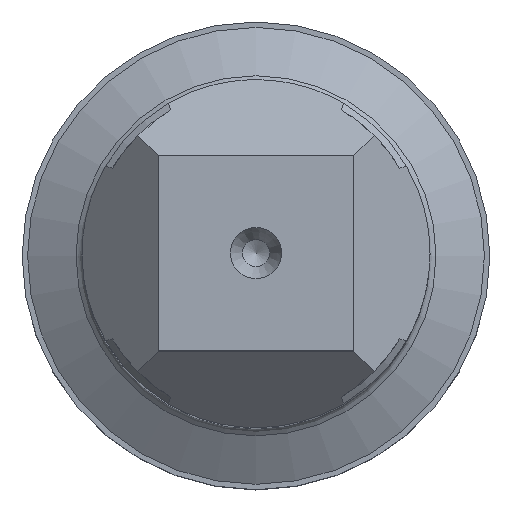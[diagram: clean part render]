
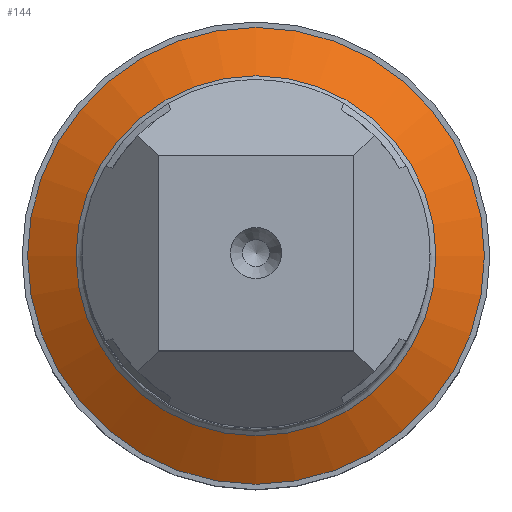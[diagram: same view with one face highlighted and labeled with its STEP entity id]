
A CAD part, top view. The second image highlights one B-rep face of the part: STEP entity #144.
In plain terms, the highlighted conical face has half-angle 60 degrees and reference radius 15.85 mm.
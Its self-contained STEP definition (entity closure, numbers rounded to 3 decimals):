
#95=CONICAL_SURFACE('',#612,15.85,60.);
#144=ADVANCED_FACE('',(#186,#187),#95,.T.);
#186=FACE_BOUND('',#230,.T.);
#187=FACE_BOUND('',#231,.T.);
#230=EDGE_LOOP('',(#309));
#231=EDGE_LOOP('',(#310));
#309=ORIENTED_EDGE('',*,*,#468,.T.);
#310=ORIENTED_EDGE('',*,*,#469,.F.);
#413=VERTEX_POINT('',#946);
#414=VERTEX_POINT('',#948);
#468=EDGE_CURVE('',#413,#413,#509,.T.);
#469=EDGE_CURVE('',#414,#414,#510,.T.);
#509=CIRCLE('',#610,16.55);
#510=CIRCLE('',#611,21.003);
#610=AXIS2_PLACEMENT_3D('',#945,#728,#729);
#611=AXIS2_PLACEMENT_3D('',#947,#730,#731);
#612=AXIS2_PLACEMENT_3D('',#949,#732,#733);
#728=DIRECTION('',(0.,0.,-1.));
#729=DIRECTION('',(-1.,0.,0.));
#730=DIRECTION('',(0.,0.,-1.));
#731=DIRECTION('',(-1.,0.,0.));
#732=DIRECTION('',(0.,0.,-1.));
#733=DIRECTION('',(-1.,0.,0.));
#945=CARTESIAN_POINT('',(0.,0.,-145.14));
#946=CARTESIAN_POINT('',(-16.55,0.,-145.14));
#947=CARTESIAN_POINT('',(0.,0.,-147.711));
#948=CARTESIAN_POINT('',(-21.003,0.,-147.711));
#949=CARTESIAN_POINT('',(0.,0.,-144.736));
